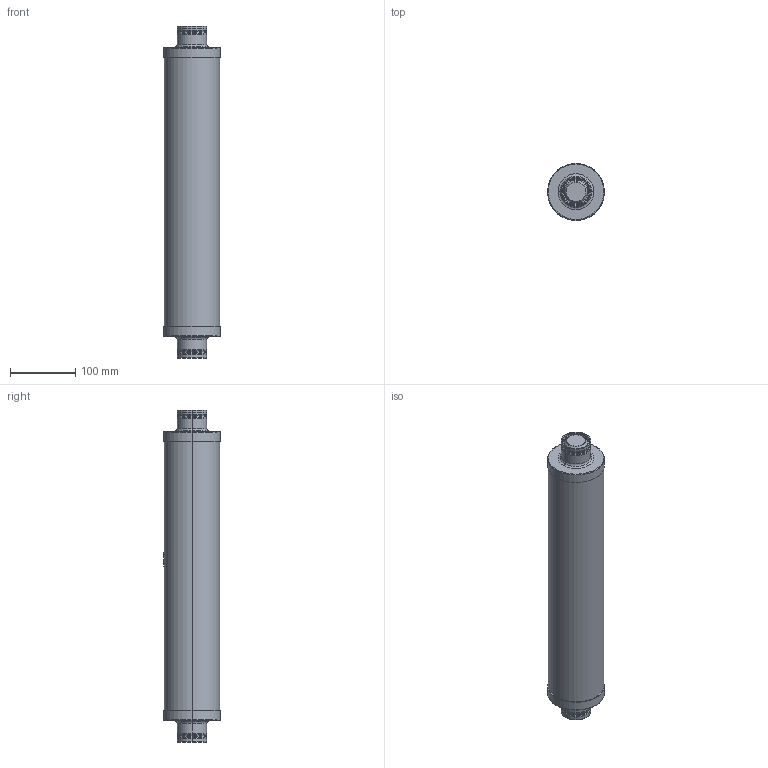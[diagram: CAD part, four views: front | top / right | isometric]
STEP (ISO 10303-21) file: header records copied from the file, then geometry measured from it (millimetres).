
FILE_DESCRIPTION((''),'2;1');
FILE_NAME('ETI_VV_442_85','2019-12-23T',('marketing.praksa'),('Audax d.o.o.'),'CREO PARAMETRIC BY PTC INC, 2017480','CREO PARAMETRIC BY PTC INC, 2017480','');
FILE_SCHEMA(('AUTOMOTIVE_DESIGN { 1 0 10303 214 1 1 1 1 }'));
Length unit declared in the file: millimetre
Products named in the file (1): ETI_VV_442_85
Bounding box: 87 x 87 x 508 mm (x, y, z)
Volume: 2618032.8 mm3; surface area: 140355.1 mm2
Topology: 1 solids, 1 shells, 173 faces, 386 edges, 224 vertices
Faces by surface type: torus 88, cylinder 42, plane 35, cone 8
Entity records: 6218 total; most frequent: DIRECTION 946, CARTESIAN_POINT 898, ORIENTED_EDGE 772, AXIS2_PLACEMENT_3D 420, PRESENTATION_STYLE_ASSIGNMENT 392, STYLED_ITEM 387, CURVE_STYLE 386, EDGE_CURVE 386
